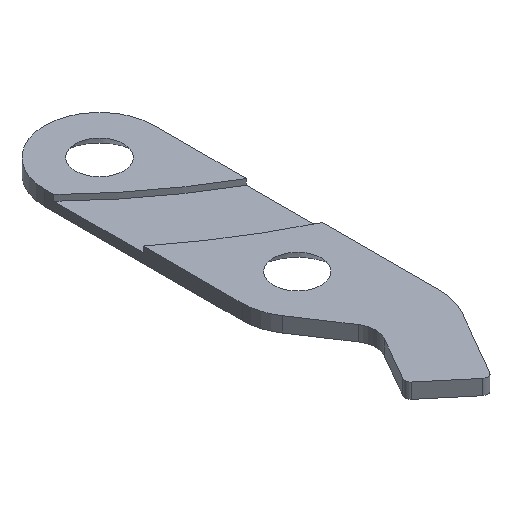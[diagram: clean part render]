
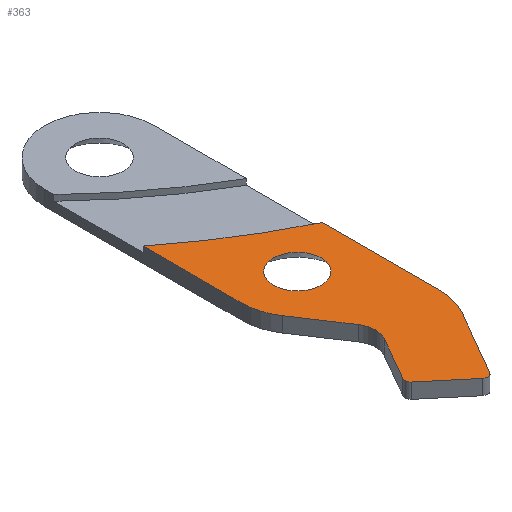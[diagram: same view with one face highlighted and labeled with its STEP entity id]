
A CAD part, isometric view. The second image highlights one B-rep face of the part: STEP entity #363.
In plain terms, the highlighted planar face has unit normal (0, 0, 1).
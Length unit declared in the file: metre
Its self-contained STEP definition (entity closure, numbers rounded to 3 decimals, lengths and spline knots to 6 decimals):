
#27=LINE('',#566,#59);
#36=LINE('',#584,#68);
#38=LINE('',#593,#70);
#39=LINE('',#597,#71);
#40=LINE('',#601,#72);
#41=LINE('',#605,#73);
#59=VECTOR('',#450,1.);
#68=VECTOR('',#461,1.);
#70=VECTOR('',#471,1.);
#71=VECTOR('',#474,1.);
#72=VECTOR('',#477,1.);
#73=VECTOR('',#480,1.);
#107=ORIENTED_EDGE('',*,*,#209,.F.);
#108=ORIENTED_EDGE('',*,*,#198,.F.);
#109=ORIENTED_EDGE('',*,*,#210,.T.);
#110=ORIENTED_EDGE('',*,*,#207,.T.);
#111=ORIENTED_EDGE('',*,*,#211,.F.);
#112=ORIENTED_EDGE('',*,*,#212,.F.);
#113=ORIENTED_EDGE('',*,*,#213,.F.);
#114=ORIENTED_EDGE('',*,*,#214,.T.);
#115=ORIENTED_EDGE('',*,*,#215,.T.);
#116=ORIENTED_EDGE('',*,*,#216,.F.);
#117=ORIENTED_EDGE('',*,*,#217,.T.);
#118=ORIENTED_EDGE('',*,*,#218,.T.);
#119=ORIENTED_EDGE('',*,*,#219,.T.);
#198=EDGE_CURVE('',#249,#250,#27,.T.);
#207=EDGE_CURVE('',#258,#257,#36,.T.);
#209=EDGE_CURVE('',#259,#259,#281,.F.);
#210=EDGE_CURVE('',#249,#258,#282,.T.);
#211=EDGE_CURVE('',#260,#257,#283,.T.);
#212=EDGE_CURVE('',#261,#260,#38,.T.);
#213=EDGE_CURVE('',#262,#261,#284,.F.);
#214=EDGE_CURVE('',#262,#263,#39,.T.);
#215=EDGE_CURVE('',#263,#264,#285,.F.);
#216=EDGE_CURVE('',#265,#264,#40,.T.);
#217=EDGE_CURVE('',#265,#266,#286,.F.);
#218=EDGE_CURVE('',#266,#267,#41,.T.);
#219=EDGE_CURVE('',#267,#250,#287,.F.);
#249=VERTEX_POINT('',#565);
#250=VERTEX_POINT('',#567);
#257=VERTEX_POINT('',#583);
#258=VERTEX_POINT('',#585);
#259=VERTEX_POINT('',#589);
#260=VERTEX_POINT('',#592);
#261=VERTEX_POINT('',#594);
#262=VERTEX_POINT('',#596);
#263=VERTEX_POINT('',#598);
#264=VERTEX_POINT('',#600);
#265=VERTEX_POINT('',#602);
#266=VERTEX_POINT('',#604);
#267=VERTEX_POINT('',#606);
#281=CIRCLE('',#400,0.00206);
#282=CIRCLE('',#401,0.053456);
#283=CIRCLE('',#402,0.00486);
#284=CIRCLE('',#403,0.0021);
#285=CIRCLE('',#404,0.0005);
#286=CIRCLE('',#405,0.0005);
#287=CIRCLE('',#406,0.005);
#302=EDGE_LOOP('',(#107));
#303=EDGE_LOOP('',(#108,#109,#110,#111,#112,#113,#114,#115,#116,#117,#118,
#119));
#328=FACE_BOUND('',#302,.T.);
#329=FACE_BOUND('',#303,.T.);
#353=PLANE('',#399);
#363=ADVANCED_FACE('',(#328,#329),#353,.F.);
#399=AXIS2_PLACEMENT_3D('',#587,#463,#464);
#400=AXIS2_PLACEMENT_3D('',#588,#465,#466);
#401=AXIS2_PLACEMENT_3D('',#590,#467,#468);
#402=AXIS2_PLACEMENT_3D('',#591,#469,#470);
#403=AXIS2_PLACEMENT_3D('',#595,#472,#473);
#404=AXIS2_PLACEMENT_3D('',#599,#475,#476);
#405=AXIS2_PLACEMENT_3D('',#603,#478,#479);
#406=AXIS2_PLACEMENT_3D('',#607,#481,#482);
#450=DIRECTION('',(0.,-1.,0.));
#461=DIRECTION('',(0.,-1.,0.));
#463=DIRECTION('',(0.,0.,-1.));
#464=DIRECTION('',(1.,0.,0.));
#465=DIRECTION('',(0.,0.,-1.));
#466=DIRECTION('',(-1.,0.,0.));
#467=DIRECTION('',(0.,0.,-1.));
#468=DIRECTION('',(-1.,0.,0.));
#469=DIRECTION('',(0.,0.,-1.));
#470=DIRECTION('',(-1.,0.,0.));
#471=DIRECTION('',(-0.553,0.833,0.));
#472=DIRECTION('',(0.,0.,-1.));
#473=DIRECTION('',(-1.,0.,0.));
#474=DIRECTION('',(-0.5,-0.866,0.));
#475=DIRECTION('',(0.,0.,-1.));
#476=DIRECTION('',(-1.,0.,0.));
#477=DIRECTION('',(-0.767,0.642,0.));
#478=DIRECTION('',(0.,0.,-1.));
#479=DIRECTION('',(-1.,0.,0.));
#480=DIRECTION('',(0.5,0.866,0.));
#481=DIRECTION('',(0.,0.,-1.));
#482=DIRECTION('',(-1.,0.,0.));
#565=CARTESIAN_POINT('',(0.018464,-0.004957,-0.0355));
#566=CARTESIAN_POINT('',(0.018464,0.001,-0.0355));
#567=CARTESIAN_POINT('',(0.018464,-0.015186,-0.0355));
#583=CARTESIAN_POINT('',(0.008944,-0.007533,-0.0355));
#584=CARTESIAN_POINT('',(0.008944,0.001,-0.0355));
#585=CARTESIAN_POINT('',(0.008944,0.001034,-0.0355));
#587=CARTESIAN_POINT('',(0.013735,-0.0014,-0.0355));
#588=CARTESIAN_POINT('',(0.013704,-0.007563,-0.0355));
#589=CARTESIAN_POINT('',(0.011644,-0.007563,-0.0355));
#590=CARTESIAN_POINT('',(0.042018,0.043029,-0.0355));
#591=CARTESIAN_POINT('',(0.013804,-0.007533,-0.0355));
#592=CARTESIAN_POINT('',(0.009753,-0.010219,-0.0355));
#593=CARTESIAN_POINT('',(0.011051,-0.012176,-0.0355));
#594=CARTESIAN_POINT('',(0.012366,-0.014159,-0.0355));
#595=CARTESIAN_POINT('',(0.010615,-0.015319,-0.0355));
#596=CARTESIAN_POINT('',(0.012434,-0.016369,-0.0355));
#597=CARTESIAN_POINT('',(0.011324,-0.018292,-0.0355));
#598=CARTESIAN_POINT('',(0.010256,-0.020143,-0.0355));
#599=CARTESIAN_POINT('',(0.010689,-0.020393,-0.0355));
#600=CARTESIAN_POINT('',(0.010368,-0.020776,-0.0355));
#601=CARTESIAN_POINT('',(0.015431,-0.025013,-0.0355));
#602=CARTESIAN_POINT('',(0.013715,-0.023578,-0.0355));
#603=CARTESIAN_POINT('',(0.014036,-0.023194,-0.0355));
#604=CARTESIAN_POINT('',(0.014469,-0.023444,-0.0355));
#605=CARTESIAN_POINT('',(0.016109,-0.020605,-0.0355));
#606=CARTESIAN_POINT('',(0.017794,-0.017686,-0.0355));
#607=CARTESIAN_POINT('',(0.013464,-0.015186,-0.0355));
